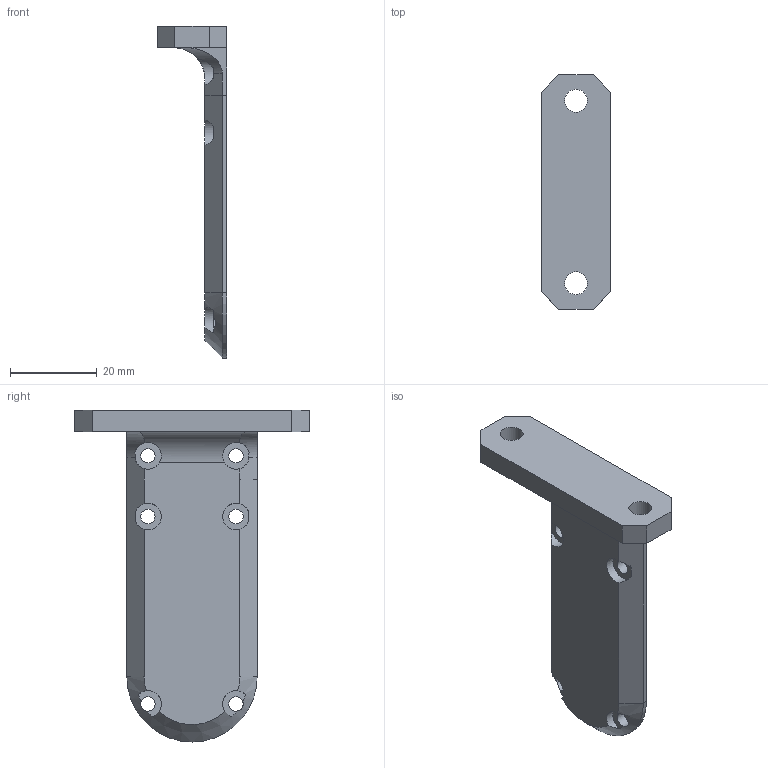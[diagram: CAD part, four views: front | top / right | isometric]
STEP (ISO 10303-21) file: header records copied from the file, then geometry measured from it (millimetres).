
FILE_DESCRIPTION(/* description */ (''),/* implementation_level */ '2;1');
FILE_NAME(/* name */ 'BTT Sensor mount v7.step',/* time_stamp */ '2021-10-26T10:17:39+02:00',/* author */ (''),/* organization */ (''),/* preprocessor_version */ 'ST-DEVELOPER v18.1',/* originating_system */ 'Autodesk Translation Framework v10.10.0.1391',/* authorisation */ '');
FILE_SCHEMA (('AUTOMOTIVE_DESIGN { 1 0 10303 214 3 1 1 }'));
Length unit declared in the file: millimetre
Products named in the file (1): BTT Sensor mount
Bounding box: 15.94 x 54 x 76.5 mm (x, y, z)
Volume: 12811 mm3; surface area: 6908.4 mm2
Topology: 1 solids, 1 shells, 42 faces, 127 edges, 85 vertices
Faces by surface type: plane 23, cylinder 18, cone 1
Full cylindrical faces by diameter (mm): 3.304 x2, 3.305 x3, 3.306 x1, 5.3 x2
Entity records: 1611 total; most frequent: CARTESIAN_POINT 388, ORIENTED_EDGE 254, DIRECTION 246, EDGE_CURVE 127, AXIS2_PLACEMENT_3D 91, VERTEX_POINT 85, LINE 64, VECTOR 64
